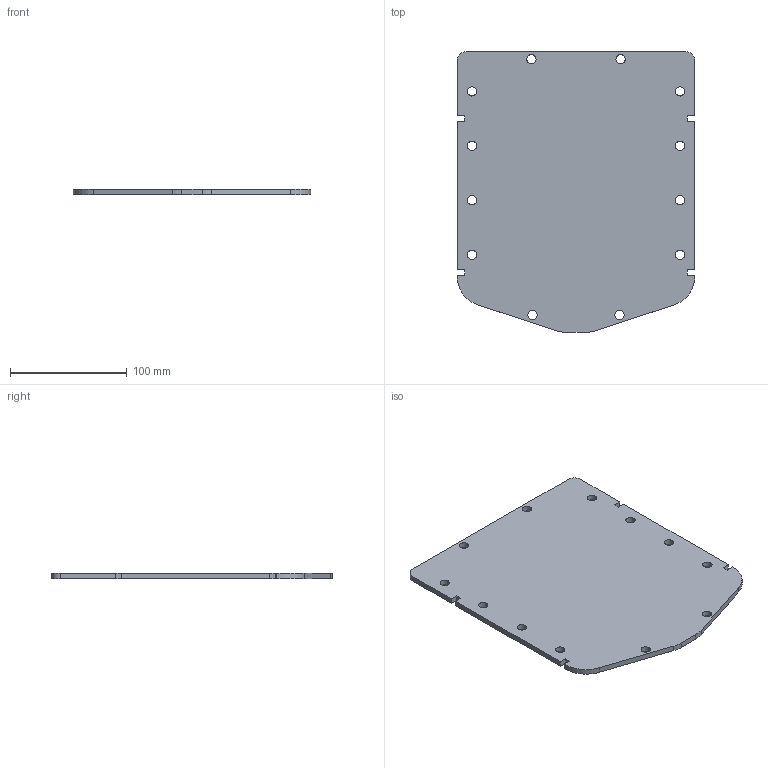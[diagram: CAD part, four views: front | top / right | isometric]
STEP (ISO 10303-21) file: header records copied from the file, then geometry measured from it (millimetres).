
FILE_DESCRIPTION (( 'STEP AP203' ), '1' );
FILE_NAME ('Diff Rear Plate_Default_sldprt.STEP', '2023-01-20T01:45:21', ( '' ), ( '' ), 'SwSTEP 2.0', 'SolidWorks 2022', '' );
FILE_SCHEMA (( 'CONFIG_CONTROL_DESIGN' ));
Length unit declared in the file: inch
Products named in the file (1): Diff Rear Plate_Default_sldprt
Bounding box: 203.2 x 239.71 x 4.76 mm (x, y, z)
Volume: 215475.3 mm3; surface area: 96061.5 mm2
Topology: 1 solids, 1 shells, 54 faces, 156 edges, 104 vertices
Faces by surface type: cylinder 30, plane 24
Entity records: 1927 total; most frequent: DIRECTION 326, CARTESIAN_POINT 315, ORIENTED_EDGE 312, EDGE_CURVE 156, AXIS2_PLACEMENT_3D 115, VERTEX_POINT 104, LINE 96, VECTOR 96
